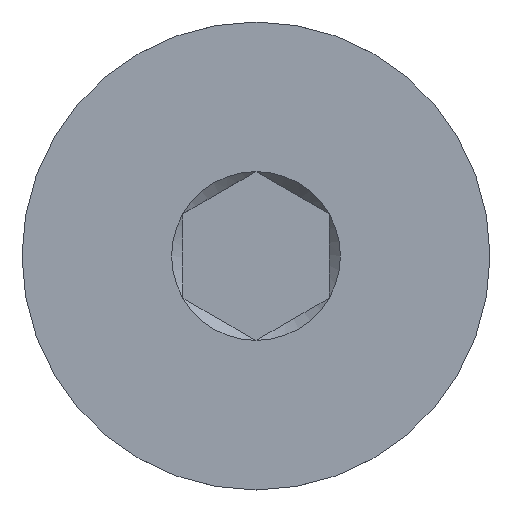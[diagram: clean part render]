
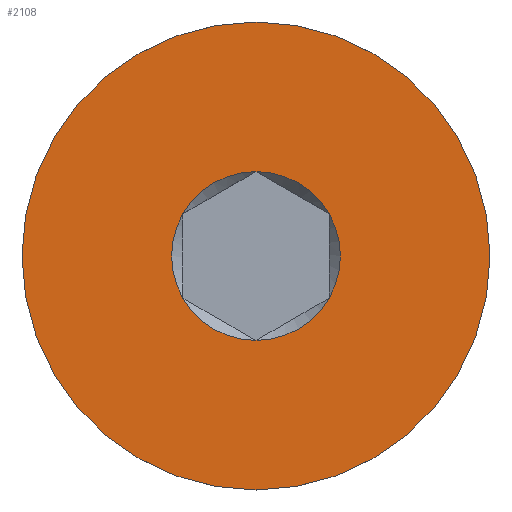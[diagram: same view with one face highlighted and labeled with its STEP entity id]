
A CAD part, top view. The second image highlights one B-rep face of the part: STEP entity #2108.
In plain terms, the highlighted planar face has unit normal (0, 0, 1).
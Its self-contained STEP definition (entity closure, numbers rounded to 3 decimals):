
#17=FACE_BOUND('',#353,.T.);
#18=PLANE('',#2257);
#236=FACE_OUTER_BOUND('',#352,.T.);
#352=EDGE_LOOP('',(#1658,#1659));
#353=EDGE_LOOP('',(#1660,#1661,#1662,#1663,#1664,#1665));
#377=CIRCLE('',#2248,1.443);
#378=CIRCLE('',#2250,4.);
#379=CIRCLE('',#2251,4.);
#384=CIRCLE('',#2258,1.443);
#385=CIRCLE('',#2259,1.443);
#386=CIRCLE('',#2260,1.443);
#387=CIRCLE('',#2261,1.443);
#388=CIRCLE('',#2262,1.443);
#903=VERTEX_POINT('',#13621);
#904=VERTEX_POINT('',#13622);
#905=VERTEX_POINT('',#13628);
#906=VERTEX_POINT('',#13629);
#912=VERTEX_POINT('',#13709);
#913=VERTEX_POINT('',#13711);
#914=VERTEX_POINT('',#13713);
#915=VERTEX_POINT('',#13715);
#1216=EDGE_CURVE('',#903,#904,#377,.T.);
#1217=EDGE_CURVE('',#905,#906,#378,.T.);
#1218=EDGE_CURVE('',#906,#905,#379,.T.);
#1227=EDGE_CURVE('',#904,#912,#384,.T.);
#1228=EDGE_CURVE('',#912,#913,#385,.T.);
#1229=EDGE_CURVE('',#913,#914,#386,.T.);
#1230=EDGE_CURVE('',#914,#915,#387,.T.);
#1231=EDGE_CURVE('',#915,#903,#388,.T.);
#1658=ORIENTED_EDGE('',*,*,#1217,.T.);
#1659=ORIENTED_EDGE('',*,*,#1218,.T.);
#1660=ORIENTED_EDGE('',*,*,#1227,.T.);
#1661=ORIENTED_EDGE('',*,*,#1228,.T.);
#1662=ORIENTED_EDGE('',*,*,#1229,.T.);
#1663=ORIENTED_EDGE('',*,*,#1230,.T.);
#1664=ORIENTED_EDGE('',*,*,#1231,.T.);
#1665=ORIENTED_EDGE('',*,*,#1216,.T.);
#2108=ADVANCED_FACE('',(#236,#17),#18,.F.);
#2248=AXIS2_PLACEMENT_3D('',#13626,#2579,#2580);
#2250=AXIS2_PLACEMENT_3D('',#13630,#2583,#2584);
#2251=AXIS2_PLACEMENT_3D('',#13631,#2585,#2586);
#2257=AXIS2_PLACEMENT_3D('',#13708,#2599,#2600);
#2258=AXIS2_PLACEMENT_3D('',#13710,#2601,#2602);
#2259=AXIS2_PLACEMENT_3D('',#13712,#2603,#2604);
#2260=AXIS2_PLACEMENT_3D('',#13714,#2605,#2606);
#2261=AXIS2_PLACEMENT_3D('',#13716,#2607,#2608);
#2262=AXIS2_PLACEMENT_3D('',#13717,#2609,#2610);
#2579=DIRECTION('center_axis',(0.,0.,-1.));
#2580=DIRECTION('ref_axis',(-1.,0.,0.));
#2583=DIRECTION('center_axis',(0.,0.,1.));
#2584=DIRECTION('ref_axis',(0.,-1.,0.));
#2585=DIRECTION('center_axis',(0.,0.,1.));
#2586=DIRECTION('ref_axis',(0.,-1.,0.));
#2599=DIRECTION('center_axis',(0.,0.,-1.));
#2600=DIRECTION('ref_axis',(0.,1.,0.));
#2601=DIRECTION('center_axis',(0.,0.,-1.));
#2602=DIRECTION('ref_axis',(-1.,0.,0.));
#2603=DIRECTION('center_axis',(0.,0.,-1.));
#2604=DIRECTION('ref_axis',(-1.,0.,0.));
#2605=DIRECTION('center_axis',(0.,0.,-1.));
#2606=DIRECTION('ref_axis',(-1.,0.,0.));
#2607=DIRECTION('center_axis',(0.,0.,-1.));
#2608=DIRECTION('ref_axis',(-1.,0.,0.));
#2609=DIRECTION('center_axis',(0.,0.,-1.));
#2610=DIRECTION('ref_axis',(-1.,0.,0.));
#13621=CARTESIAN_POINT('',(-1.25,-0.722,17.5));
#13622=CARTESIAN_POINT('',(-1.25,0.722,17.5));
#13626=CARTESIAN_POINT('Origin',(0.,0.,17.5));
#13628=CARTESIAN_POINT('',(0.,-4.,17.5));
#13629=CARTESIAN_POINT('',(0.,4.,17.5));
#13630=CARTESIAN_POINT('Origin',(0.,0.,17.5));
#13631=CARTESIAN_POINT('Origin',(0.,0.,17.5));
#13708=CARTESIAN_POINT('Origin',(0.,0.,
17.5));
#13709=CARTESIAN_POINT('',(0.,1.443,17.5));
#13710=CARTESIAN_POINT('Origin',(0.,0.,17.5));
#13711=CARTESIAN_POINT('',(1.25,0.722,17.5));
#13712=CARTESIAN_POINT('Origin',(0.,0.,17.5));
#13713=CARTESIAN_POINT('',(1.25,-0.722,17.5));
#13714=CARTESIAN_POINT('Origin',(0.,0.,17.5));
#13715=CARTESIAN_POINT('',(0.,-1.443,17.5));
#13716=CARTESIAN_POINT('Origin',(0.,0.,17.5));
#13717=CARTESIAN_POINT('Origin',(0.,0.,17.5));
